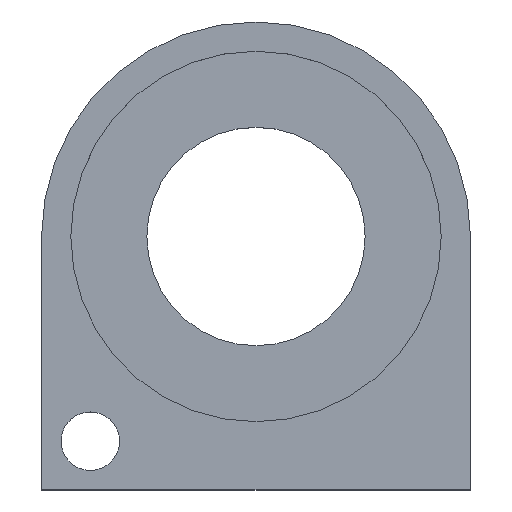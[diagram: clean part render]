
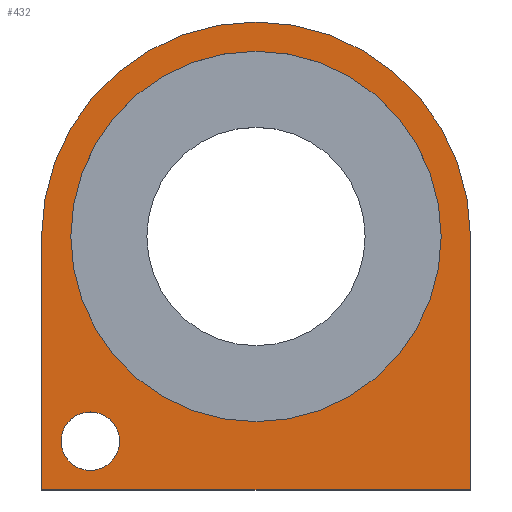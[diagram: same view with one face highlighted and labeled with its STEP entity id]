
A CAD part, top view. The second image highlights one B-rep face of the part: STEP entity #432.
In plain terms, the highlighted planar face has unit normal (0, 0, 1).
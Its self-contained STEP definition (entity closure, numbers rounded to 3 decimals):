
#6 = CARTESIAN_POINT ( 'NONE',  ( -1.5, 9.452, 2.5 ) ) ;
#11 = ORIENTED_EDGE ( 'NONE', *, *, #255, .F. ) ;
#12 = ORIENTED_EDGE ( 'NONE', *, *, #187, .T. ) ;
#13 = ORIENTED_EDGE ( 'NONE', *, *, #296, .T. ) ;
#16 = CIRCLE ( 'NONE', #325, 1.5 ) ;
#30 = CARTESIAN_POINT ( 'NONE',  ( -21., -1.048, 2.5 ) ) ;
#37 = EDGE_CURVE ( 'NONE', #443, #223, #363, .T. ) ;
#39 = CARTESIAN_POINT ( 'NONE',  ( 0., 9.452, 2.5 ) ) ;
#40 = VERTEX_POINT ( 'NONE', #264 ) ;
#53 = ORIENTED_EDGE ( 'NONE', *, *, #243, .F. ) ;
#58 = DIRECTION ( 'NONE',  ( 1., 0., 0. ) ) ;
#59 = DIRECTION ( 'NONE',  ( 1., 0., 0. ) ) ;
#67 = PLANE ( 'NONE',  #380 ) ;
#71 = EDGE_LOOP ( 'NONE', ( #12, #13, #341, #123 ) ) ;
#72 = VERTEX_POINT ( 'NONE', #345 ) ;
#76 = CARTESIAN_POINT ( 'NONE',  ( -11., 9.452, 2.5 ) ) ;
#79 = CIRCLE ( 'NONE', #351, 1.5 ) ;
#80 = FACE_OUTER_BOUND ( 'NONE', #71, .T. ) ;
#86 = FACE_BOUND ( 'NONE', #128, .T. ) ;
#87 = DIRECTION ( 'NONE',  ( 0., 1., 0. ) ) ;
#90 = ORIENTED_EDGE ( 'NONE', *, *, #145, .F. ) ;
#94 = DIRECTION ( 'NONE',  ( -1., 0., 0. ) ) ;
#95 = DIRECTION ( 'NONE',  ( 1., 0., 0. ) ) ;
#105 = LINE ( 'NONE', #457, #287 ) ;
#107 = FACE_BOUND ( 'NONE', #232, .T. ) ;
#111 = CARTESIAN_POINT ( 'NONE',  ( -19.5, -1.048, 2.5 ) ) ;
#123 = ORIENTED_EDGE ( 'NONE', *, *, #271, .T. ) ;
#128 = EDGE_LOOP ( 'NONE', ( #239, #90 ) ) ;
#133 = CARTESIAN_POINT ( 'NONE',  ( -11., 9.452, 2.5 ) ) ;
#145 = EDGE_CURVE ( 'NONE', #223, #443, #227, .T. ) ;
#149 = CARTESIAN_POINT ( 'NONE',  ( -22., 9.452, 2.5 ) ) ;
#156 = DIRECTION ( 'NONE',  ( 0., 0., 1. ) ) ;
#169 = VECTOR ( 'NONE', #58, 1000. ) ;
#180 = EDGE_CURVE ( 'NONE', #197, #40, #318, .T. ) ;
#185 = AXIS2_PLACEMENT_3D ( 'NONE', #423, #246, #94 ) ;
#187 = EDGE_CURVE ( 'NONE', #233, #398, #389, .T. ) ;
#191 = DIRECTION ( 'NONE',  ( 1., 0., 0. ) ) ;
#197 = VERTEX_POINT ( 'NONE', #210 ) ;
#199 = DIRECTION ( 'NONE',  ( 0., 0., 1. ) ) ;
#207 = DIRECTION ( 'NONE',  ( 0., -1., 0. ) ) ;
#210 = CARTESIAN_POINT ( 'NONE',  ( -22., -3.548, 2.5 ) ) ;
#223 = VERTEX_POINT ( 'NONE', #254 ) ;
#227 = CIRCLE ( 'NONE', #258, 9.5 ) ;
#232 = EDGE_LOOP ( 'NONE', ( #11, #53 ) ) ;
#233 = VERTEX_POINT ( 'NONE', #39 ) ;
#239 = ORIENTED_EDGE ( 'NONE', *, *, #37, .F. ) ;
#243 = EDGE_CURVE ( 'NONE', #454, #72, #79, .T. ) ;
#245 = DIRECTION ( 'NONE',  ( -1., 0., 0. ) ) ;
#246 = DIRECTION ( 'NONE',  ( 0., 0., 1. ) ) ;
#254 = CARTESIAN_POINT ( 'NONE',  ( -20.5, 9.452, 2.5 ) ) ;
#255 = EDGE_CURVE ( 'NONE', #72, #454, #16, .T. ) ;
#258 = AXIS2_PLACEMENT_3D ( 'NONE', #133, #466, #59 ) ;
#260 = LINE ( 'NONE', #332, #439 ) ;
#264 = CARTESIAN_POINT ( 'NONE',  ( 0., -3.548, 2.5 ) ) ;
#266 = CARTESIAN_POINT ( 'NONE',  ( -11., 9.452, 2.5 ) ) ;
#271 = EDGE_CURVE ( 'NONE', #40, #233, #260, .T. ) ;
#279 = DIRECTION ( 'NONE',  ( 1., 0., 0. ) ) ;
#287 = VECTOR ( 'NONE', #207, 1000. ) ;
#296 = EDGE_CURVE ( 'NONE', #398, #197, #105, .T. ) ;
#318 = LINE ( 'NONE', #463, #169 ) ;
#320 = DIRECTION ( 'NONE',  ( 0., 0., -1. ) ) ;
#325 = AXIS2_PLACEMENT_3D ( 'NONE', #111, #156, #95 ) ;
#332 = CARTESIAN_POINT ( 'NONE',  ( 0., -3.548, 2.5 ) ) ;
#336 = AXIS2_PLACEMENT_3D ( 'NONE', #266, #199, #279 ) ;
#341 = ORIENTED_EDGE ( 'NONE', *, *, #180, .T. ) ;
#345 = CARTESIAN_POINT ( 'NONE',  ( -18., -1.048, 2.5 ) ) ;
#351 = AXIS2_PLACEMENT_3D ( 'NONE', #368, #384, #191 ) ;
#363 = CIRCLE ( 'NONE', #336, 9.5 ) ;
#368 = CARTESIAN_POINT ( 'NONE',  ( -19.5, -1.048, 2.5 ) ) ;
#380 = AXIS2_PLACEMENT_3D ( 'NONE', #76, #320, #245 ) ;
#384 = DIRECTION ( 'NONE',  ( 0., 0., 1. ) ) ;
#389 = CIRCLE ( 'NONE', #185, 11. ) ;
#398 = VERTEX_POINT ( 'NONE', #149 ) ;
#423 = CARTESIAN_POINT ( 'NONE',  ( -11., 9.452, 2.5 ) ) ;
#432 = ADVANCED_FACE ( 'NONE', ( #107, #86, #80 ), #67, .F. ) ;
#439 = VECTOR ( 'NONE', #87, 1000. ) ;
#443 = VERTEX_POINT ( 'NONE', #6 ) ;
#454 = VERTEX_POINT ( 'NONE', #30 ) ;
#457 = CARTESIAN_POINT ( 'NONE',  ( -22., 9.452, 2.5 ) ) ;
#463 = CARTESIAN_POINT ( 'NONE',  ( -22., -3.548, 2.5 ) ) ;
#466 = DIRECTION ( 'NONE',  ( 0., 0., 1. ) ) ;
